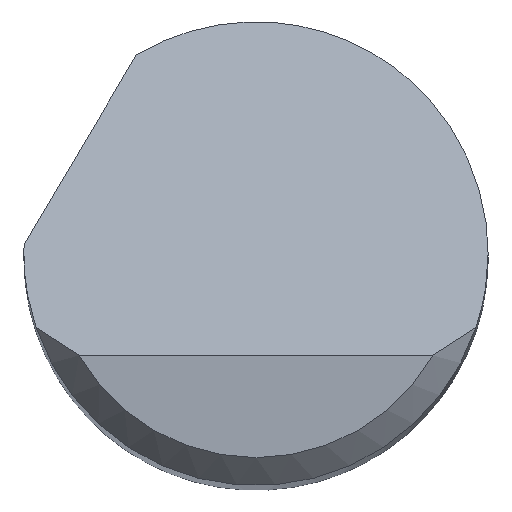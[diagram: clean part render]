
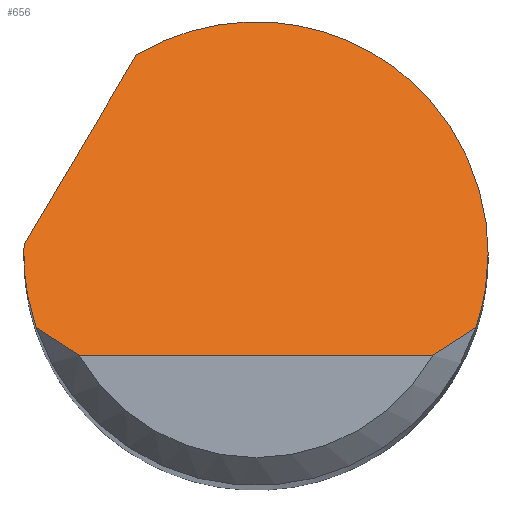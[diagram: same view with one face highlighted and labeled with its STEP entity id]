
A CAD part, top view. The second image highlights one B-rep face of the part: STEP entity #656.
In plain terms, the highlighted planar face has unit normal (0, 0.707, 0.707).
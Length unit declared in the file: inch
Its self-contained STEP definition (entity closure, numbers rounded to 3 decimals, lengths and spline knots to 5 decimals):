
#3 = CARTESIAN_POINT ( 'NONE',  ( -0.125, 0., 2.445 ) ) ;
#11 = CARTESIAN_POINT ( 'NONE',  ( -0.1249, 0.005, 2.44 ) ) ;
#18 = EDGE_CURVE ( 'NONE', #155, #251, #711, .T. ) ;
#24 = CARTESIAN_POINT ( 'NONE',  ( 0.09526, -0.055, 2.5 ) ) ;
#27 = CARTESIAN_POINT ( 'NONE',  ( 0.11843, -0.04, 2.485 ) ) ;
#28 = DIRECTION ( 'NONE',  ( 1., 0., 0. ) ) ;
#38 = CARTESIAN_POINT ( 'NONE',  ( -0.06437, 0.10715, 2.33785 ) ) ;
#50 = CARTESIAN_POINT ( 'NONE',  ( 0.09526, -0.055, 2.5 ) ) ;
#54 = CARTESIAN_POINT ( 'NONE',  ( 0.125, 0., 2.445 ) ) ;
#55 = DIRECTION ( 'NONE',  ( 0., -0.707, -0.707 ) ) ;
#65 = ORIENTED_EDGE ( 'NONE', *, *, #604, .T. ) ;
#67 = CARTESIAN_POINT ( 'NONE',  ( -0.12279, -0.02708, 2.47208 ) ) ;
#70 = VERTEX_POINT ( 'NONE', #3 ) ;
#77 = CARTESIAN_POINT ( 'NONE',  ( -0.125, 0.00167, 2.44333 ) ) ;
#105 = VERTEX_POINT ( 'NONE', #54 ) ;
#106 = CARTESIAN_POINT ( 'NONE',  ( -0.11843, -0.04, 2.485 ) ) ;
#111 = FACE_OUTER_BOUND ( 'NONE', #689, .T. ) ;
#123 = ORIENTED_EDGE ( 'NONE', *, *, #334, .F. ) ;
#153 =( BOUNDED_CURVE ( )  B_SPLINE_CURVE ( 3, ( #248, #67, #292, #198 ),
 .UNSPECIFIED., .F., .F. ) 
 B_SPLINE_CURVE_WITH_KNOTS ( ( 4, 4 ),
 ( 4.38666, 4.71239 ),
 .UNSPECIFIED. ) 
 CURVE ( )  GEOMETRIC_REPRESENTATION_ITEM ( )  RATIONAL_B_SPLINE_CURVE ( ( 1., 0.991, 0.991, 1. ) ) 
 REPRESENTATION_ITEM ( '' )  );
#155 = VERTEX_POINT ( 'NONE', #11 ) ;
#162 = EDGE_CURVE ( 'NONE', #408, #359, #453, .T. ) ;
#176 =( BOUNDED_CURVE ( )  B_SPLINE_CURVE ( 3, ( #38, #269, #607, #547 ),
 .UNSPECIFIED., .F., .T. ) 
 B_SPLINE_CURVE_WITH_KNOTS ( ( 4, 4 ),
 ( 5.74227, 7.85398 ),
 .UNSPECIFIED. ) 
 CURVE ( )  GEOMETRIC_REPRESENTATION_ITEM ( )  RATIONAL_B_SPLINE_CURVE ( ( 1., 0.662, 0.662, 1. ) ) 
 REPRESENTATION_ITEM ( '' )  );
#198 = CARTESIAN_POINT ( 'NONE',  ( -0.125, 0., 2.445 ) ) ;
#210 = ORIENTED_EDGE ( 'NONE', *, *, #504, .F. ) ;
#221 = B_SPLINE_CURVE_WITH_KNOTS ( 'NONE', 3,
 ( #106, #262, #545, #320 ),
 .UNSPECIFIED., .F., .F.,
 ( 4, 4 ),
 ( 0., 0.0008 ),
 .UNSPECIFIED. ) ;
#241 =( BOUNDED_CURVE ( )  B_SPLINE_CURVE ( 3, ( #561, #675, #333, #505 ),
 .UNSPECIFIED., .F., .T. ) 
 B_SPLINE_CURVE_WITH_KNOTS ( ( 4, 4 ),
 ( 1.5708, 1.89653 ),
 .UNSPECIFIED. ) 
 CURVE ( )  GEOMETRIC_REPRESENTATION_ITEM ( )  RATIONAL_B_SPLINE_CURVE ( ( 1., 0.991, 0.991, 1. ) ) 
 REPRESENTATION_ITEM ( '' )  );
#245 = CARTESIAN_POINT ( 'NONE',  ( 0.10339, -0.05031, 2.49531 ) ) ;
#247 = EDGE_CURVE ( 'NONE', #359, #414, #447, .T. ) ;
#248 = CARTESIAN_POINT ( 'NONE',  ( -0.11843, -0.04, 2.485 ) ) ;
#251 = VERTEX_POINT ( 'NONE', #296 ) ;
#260 = CARTESIAN_POINT ( 'NONE',  ( -0.15516, -0.04606, 2.49106 ) ) ;
#262 = CARTESIAN_POINT ( 'NONE',  ( -0.11107, -0.04528, 2.49028 ) ) ;
#269 = CARTESIAN_POINT ( 'NONE',  ( 0.0296, 0.1636, 2.2814 ) ) ;
#283 = CARTESIAN_POINT ( 'NONE',  ( -0.11843, -0.04, 2.485 ) ) ;
#292 = CARTESIAN_POINT ( 'NONE',  ( -0.125, -0.01363, 2.45863 ) ) ;
#296 = CARTESIAN_POINT ( 'NONE',  ( -0.06437, 0.10715, 2.33785 ) ) ;
#320 = CARTESIAN_POINT ( 'NONE',  ( -0.09526, -0.055, 2.5 ) ) ;
#325 = CARTESIAN_POINT ( 'NONE',  ( -0.125, -0.055, 2.5 ) ) ;
#334 = EDGE_CURVE ( 'NONE', #251, #105, #176, .T. ) ;
#333 = CARTESIAN_POINT ( 'NONE',  ( 0.12279, -0.02708, 2.47208 ) ) ;
#359 = VERTEX_POINT ( 'NONE', #50 ) ;
#367 = DIRECTION ( 'NONE',  ( 0.386, 0.652, -0.652 ) ) ;
#375 = CARTESIAN_POINT ( 'NONE',  ( 0.11107, -0.04528, 2.49028 ) ) ;
#405 = VECTOR ( 'NONE', #367, 39.37008 ) ;
#408 = VERTEX_POINT ( 'NONE', #650 ) ;
#413 = CARTESIAN_POINT ( 'NONE',  ( 0.11843, -0.04, 2.485 ) ) ;
#414 = VERTEX_POINT ( 'NONE', #27 ) ;
#423 = ORIENTED_EDGE ( 'NONE', *, *, #716, .F. ) ;
#430 = PLANE ( 'NONE',  #709 ) ;
#447 = B_SPLINE_CURVE_WITH_KNOTS ( 'NONE', 3,
 ( #24, #245, #375, #413 ),
 .UNSPECIFIED., .F., .F.,
 ( 4, 4 ),
 ( 0., 0.0008 ),
 .UNSPECIFIED. ) ;
#453 = LINE ( 'NONE', #687, #719 ) ;
#457 = CARTESIAN_POINT ( 'NONE',  ( -0.125, 0., 2.445 ) ) ;
#468 = ORIENTED_EDGE ( 'NONE', *, *, #162, .T. ) ;
#504 = EDGE_CURVE ( 'NONE', #704, #70, #153, .T. ) ;
#505 = CARTESIAN_POINT ( 'NONE',  ( 0.11843, -0.04, 2.485 ) ) ;
#507 = ORIENTED_EDGE ( 'NONE', *, *, #247, .T. ) ;
#510 = EDGE_CURVE ( 'NONE', #70, #155, #693, .T. ) ;
#545 = CARTESIAN_POINT ( 'NONE',  ( -0.10339, -0.05031, 2.49531 ) ) ;
#547 = CARTESIAN_POINT ( 'NONE',  ( 0.125, 0., 2.445 ) ) ;
#561 = CARTESIAN_POINT ( 'NONE',  ( 0.125, 0., 2.445 ) ) ;
#591 = CARTESIAN_POINT ( 'NONE',  ( -0.12497, 0.00333, 2.44167 ) ) ;
#604 = EDGE_CURVE ( 'NONE', #704, #408, #221, .T. ) ;
#607 = CARTESIAN_POINT ( 'NONE',  ( 0.125, 0.10961, 2.33539 ) ) ;
#650 = CARTESIAN_POINT ( 'NONE',  ( -0.09526, -0.055, 2.5 ) ) ;
#656 = ADVANCED_FACE ( 'NONE', ( #111 ), #430, .F. ) ;
#661 = ORIENTED_EDGE ( 'NONE', *, *, #510, .F. ) ;
#675 = CARTESIAN_POINT ( 'NONE',  ( 0.125, -0.01363, 2.45863 ) ) ;
#682 = ORIENTED_EDGE ( 'NONE', *, *, #18, .F. ) ;
#687 = CARTESIAN_POINT ( 'NONE',  ( 0., -0.055, 2.5 ) ) ;
#689 = EDGE_LOOP ( 'NONE', ( #468, #507, #423, #123, #682, #661, #210, #65 ) ) ;
#692 = CARTESIAN_POINT ( 'NONE',  ( -0.1249, 0.005, 2.44 ) ) ;
#693 =( BOUNDED_CURVE ( )  B_SPLINE_CURVE ( 3, ( #457, #77, #591, #692 ),
 .UNSPECIFIED., .F., .T. ) 
 B_SPLINE_CURVE_WITH_KNOTS ( ( 4, 4 ),
 ( 4.71239, 4.7524 ),
 .UNSPECIFIED. ) 
 CURVE ( )  GEOMETRIC_REPRESENTATION_ITEM ( )  RATIONAL_B_SPLINE_CURVE ( ( 1., 1., 1., 1. ) ) 
 REPRESENTATION_ITEM ( '' )  );
#704 = VERTEX_POINT ( 'NONE', #283 ) ;
#706 = DIRECTION ( 'NONE',  ( 0., 0.707, -0.707 ) ) ;
#709 = AXIS2_PLACEMENT_3D ( 'NONE', #325, #55, #706 ) ;
#711 = LINE ( 'NONE', #260, #405 ) ;
#716 = EDGE_CURVE ( 'NONE', #105, #414, #241, .T. ) ;
#719 = VECTOR ( 'NONE', #28, 39.37008 ) ;
